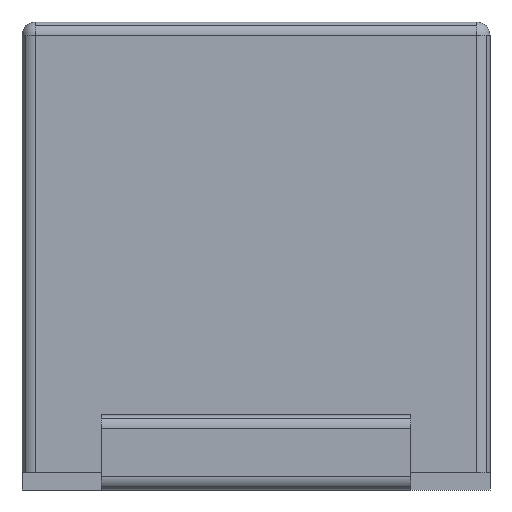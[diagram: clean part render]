
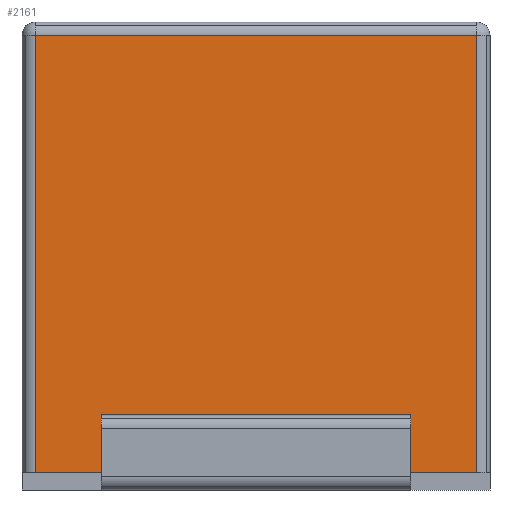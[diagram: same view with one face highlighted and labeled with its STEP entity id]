
A CAD part, left-side view. The second image highlights one B-rep face of the part: STEP entity #2161.
In plain terms, the highlighted planar face has unit normal (-1, 0, 0).
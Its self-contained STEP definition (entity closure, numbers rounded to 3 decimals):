
#1595=CARTESIAN_POINT('',(-2.7,2.5,0.2));
#1596=VERTEX_POINT('',#1595);
#1604=CARTESIAN_POINT('',(-2.7,2.5,5.15));
#1605=VERTEX_POINT('',#1604);
#1606=CARTESIAN_POINT('',(-2.7,2.5,0.2));
#1607=DIRECTION('',(0.0,0.0,1.0));
#1608=VECTOR('',#1607,4.95);
#1609=LINE('',#1606,#1608);
#1610=EDGE_CURVE('',#1596,#1605,#1609,.T.);
#1932=CARTESIAN_POINT('',(-2.7,-2.5,5.15));
#1933=VERTEX_POINT('',#1932);
#1967=CARTESIAN_POINT('',(-2.7,-2.5,0.2));
#1968=VERTEX_POINT('',#1967);
#1969=CARTESIAN_POINT('',(-2.7,-2.5,5.15));
#1970=DIRECTION('',(0.0,0.0,-1.0));
#1971=VECTOR('',#1970,4.95);
#1972=LINE('',#1969,#1971);
#1973=EDGE_CURVE('',#1933,#1968,#1972,.T.);
#2009=CARTESIAN_POINT('',(-2.7,2.5,5.15));
#2010=DIRECTION('',(0.0,-1.0,0.0));
#2011=VECTOR('',#2010,5.0);
#2012=LINE('',#2009,#2011);
#2013=EDGE_CURVE('',#1605,#1933,#2012,.T.);
#2145=CARTESIAN_POINT('',(-2.7,-2.65,0.2));
#2146=DIRECTION('',(-1.0,0.0,0.0));
#2147=DIRECTION('',(0.0,0.0,1.0));
#2148=AXIS2_PLACEMENT_3D('',#2145,#2146,#2147);
#2149=PLANE('',#2148);
#2150=ORIENTED_EDGE('',*,*,#1973,.F.);
#2151=ORIENTED_EDGE('',*,*,#2013,.F.);
#2152=ORIENTED_EDGE('',*,*,#1610,.F.);
#2153=CARTESIAN_POINT('',(-2.7,-2.5,0.2));
#2154=DIRECTION('',(0.0,1.0,0.0));
#2155=VECTOR('',#2154,5.0);
#2156=LINE('',#2153,#2155);
#2157=EDGE_CURVE('',#1968,#1596,#2156,.T.);
#2158=ORIENTED_EDGE('',*,*,#2157,.F.);
#2159=EDGE_LOOP('',(#2150,#2151,#2152,#2158));
#2160=FACE_OUTER_BOUND('',#2159,.T.);
#2161=ADVANCED_FACE('',(#2160),#2149,.T.);
